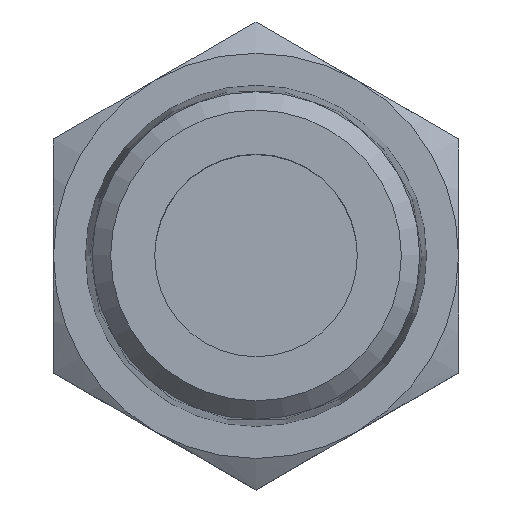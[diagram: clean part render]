
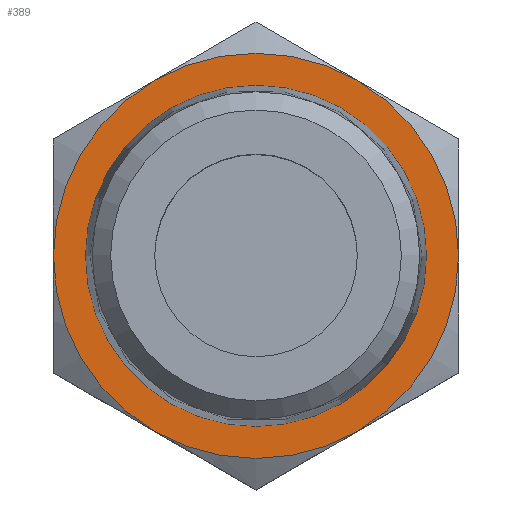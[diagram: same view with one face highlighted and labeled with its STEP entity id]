
A CAD part, top view. The second image highlights one B-rep face of the part: STEP entity #389.
In plain terms, the highlighted planar face has unit normal (0, 0, 1).
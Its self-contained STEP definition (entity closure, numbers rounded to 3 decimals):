
#37=PLANE('',#443);
#47=CIRCLE('',#422,6.);
#48=CIRCLE('',#424,6.);
#49=CIRCLE('',#426,6.);
#50=CIRCLE('',#428,6.);
#51=CIRCLE('',#430,6.);
#52=CIRCLE('',#432,6.);
#57=CIRCLE('',#442,5.051);
#96=ORIENTED_EDGE('',*,*,#181,.F.);
#97=ORIENTED_EDGE('',*,*,#177,.F.);
#98=ORIENTED_EDGE('',*,*,#175,.F.);
#99=ORIENTED_EDGE('',*,*,#189,.F.);
#100=ORIENTED_EDGE('',*,*,#186,.F.);
#101=ORIENTED_EDGE('',*,*,#183,.F.);
#102=ORIENTED_EDGE('',*,*,#195,.T.);
#175=EDGE_CURVE('',#227,#226,#47,.T.);
#177=EDGE_CURVE('',#226,#229,#48,.T.);
#181=EDGE_CURVE('',#229,#231,#49,.T.);
#183=EDGE_CURVE('',#231,#233,#50,.T.);
#186=EDGE_CURVE('',#233,#235,#51,.T.);
#189=EDGE_CURVE('',#235,#227,#52,.T.);
#195=EDGE_CURVE('',#241,#241,#57,.T.);
#226=VERTEX_POINT('',#592);
#227=VERTEX_POINT('',#597);
#229=VERTEX_POINT('',#606);
#231=VERTEX_POINT('',#617);
#233=VERTEX_POINT('',#630);
#235=VERTEX_POINT('',#642);
#241=VERTEX_POINT('',#672);
#298=EDGE_LOOP('',(#96,#97,#98,#99,#100,#101));
#299=EDGE_LOOP('',(#102));
#338=FACE_BOUND('',#298,.T.);
#339=FACE_BOUND('',#299,.T.);
#389=ADVANCED_FACE('',(#338,#339),#37,.F.);
#422=AXIS2_PLACEMENT_3D('',#598,#477,#478);
#424=AXIS2_PLACEMENT_3D('',#605,#481,#482);
#426=AXIS2_PLACEMENT_3D('',#622,#485,#486);
#428=AXIS2_PLACEMENT_3D('',#629,#489,#490);
#430=AXIS2_PLACEMENT_3D('',#641,#493,#494);
#432=AXIS2_PLACEMENT_3D('',#653,#497,#498);
#442=AXIS2_PLACEMENT_3D('',#671,#517,#518);
#443=AXIS2_PLACEMENT_3D('',#673,#519,#520);
#477=DIRECTION('',(0.,0.,-1.));
#478=DIRECTION('',(-1.,0.,0.));
#481=DIRECTION('',(0.,0.,-1.));
#482=DIRECTION('',(-1.,0.,0.));
#485=DIRECTION('',(0.,0.,-1.));
#486=DIRECTION('',(-1.,0.,0.));
#489=DIRECTION('',(0.,0.,-1.));
#490=DIRECTION('',(-1.,0.,0.));
#493=DIRECTION('',(0.,0.,-1.));
#494=DIRECTION('',(-1.,0.,0.));
#497=DIRECTION('',(0.,0.,-1.));
#498=DIRECTION('',(-1.,0.,0.));
#517=DIRECTION('',(0.,0.,-1.));
#518=DIRECTION('',(-1.,0.,0.));
#519=DIRECTION('',(0.,0.,-1.));
#520=DIRECTION('',(-1.,0.,0.));
#592=CARTESIAN_POINT('',(-6.,0.,-7.));
#597=CARTESIAN_POINT('',(-3.,-5.196,-7.));
#598=CARTESIAN_POINT('',(0.,0.,-7.));
#605=CARTESIAN_POINT('',(0.,0.,-7.));
#606=CARTESIAN_POINT('',(-3.,5.196,-7.));
#617=CARTESIAN_POINT('',(3.,5.196,-7.));
#622=CARTESIAN_POINT('',(0.,0.,-7.));
#629=CARTESIAN_POINT('',(0.,0.,-7.));
#630=CARTESIAN_POINT('',(6.,0.,-7.));
#641=CARTESIAN_POINT('',(0.,0.,-7.));
#642=CARTESIAN_POINT('',(3.,-5.196,-7.));
#653=CARTESIAN_POINT('',(0.,0.,-7.));
#671=CARTESIAN_POINT('',(0.,0.,-7.));
#672=CARTESIAN_POINT('',(-5.051,0.,-7.));
#673=CARTESIAN_POINT('',(0.,5.051,-7.));
